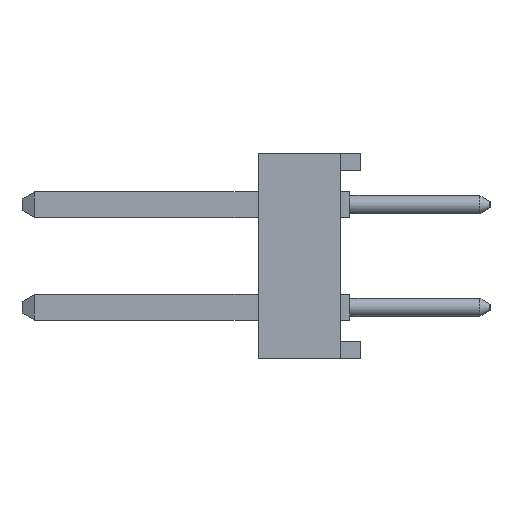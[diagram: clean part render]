
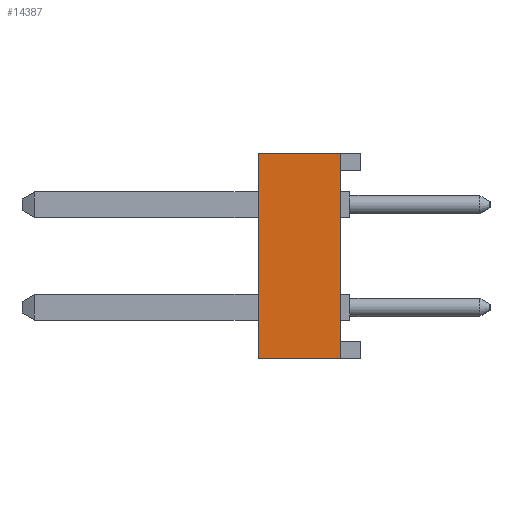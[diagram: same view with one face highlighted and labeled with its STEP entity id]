
A CAD part, left-side view. The second image highlights one B-rep face of the part: STEP entity #14387.
In plain terms, the highlighted planar face has unit normal (-1, 0, 0).
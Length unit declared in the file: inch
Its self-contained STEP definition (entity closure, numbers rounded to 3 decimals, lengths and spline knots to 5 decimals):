
#3027=ORIENTED_EDGE('',*,*,#5895,.F.);
#3028=ORIENTED_EDGE('',*,*,#5209,.F.);
#3029=ORIENTED_EDGE('',*,*,#5896,.F.);
#3030=ORIENTED_EDGE('',*,*,#5318,.T.);
#5209=EDGE_CURVE('',#6857,#6858,#8359,.T.);
#5318=EDGE_CURVE('',#6931,#6930,#8468,.T.);
#5895=EDGE_CURVE('',#6858,#6930,#9045,.T.);
#5896=EDGE_CURVE('',#6931,#6857,#9046,.T.);
#6857=VERTEX_POINT('',#21496);
#6858=VERTEX_POINT('',#21498);
#6930=VERTEX_POINT('',#21688);
#6931=VERTEX_POINT('',#21690);
#8359=LINE('',#21497,#10265);
#8468=LINE('',#21689,#10374);
#9045=LINE('',#22818,#10951);
#9046=LINE('',#22819,#10952);
#10265=VECTOR('',#17501,39.37008);
#10374=VECTOR('',#17630,39.37008);
#10951=VECTOR('',#18627,39.37008);
#10952=VECTOR('',#18628,39.37008);
#11823=EDGE_LOOP('',(#3027,#3028,#3029,#3030));
#12771=FACE_BOUND('',#11823,.T.);
#13579=PLANE('',#15282);
#14387=ADVANCED_FACE('',(#12771),#13579,.F.);
#15282=AXIS2_PLACEMENT_3D('',#22817,#18625,#18626);
#17501=DIRECTION('',(0.,-1.,0.));
#17630=DIRECTION('',(0.,-1.,0.));
#18625=DIRECTION('',(1.,0.,0.));
#18626=DIRECTION('',(0.,0.,-1.));
#18627=DIRECTION('',(0.,0.,-1.));
#18628=DIRECTION('',(0.,0.,1.));
#21496=CARTESIAN_POINT('',(-0.5,0.1,0.1));
#21497=CARTESIAN_POINT('',(-0.5,0.1,0.1));
#21498=CARTESIAN_POINT('',(-0.5,0.02,0.1));
#21688=CARTESIAN_POINT('',(-0.5,0.02,-0.1));
#21689=CARTESIAN_POINT('',(-0.5,0.1,-0.1));
#21690=CARTESIAN_POINT('',(-0.5,0.1,-0.1));
#22817=CARTESIAN_POINT('',(-0.5,0.1,-0.1));
#22818=CARTESIAN_POINT('',(-0.5,0.02,-0.1));
#22819=CARTESIAN_POINT('',(-0.5,0.1,-0.1));
